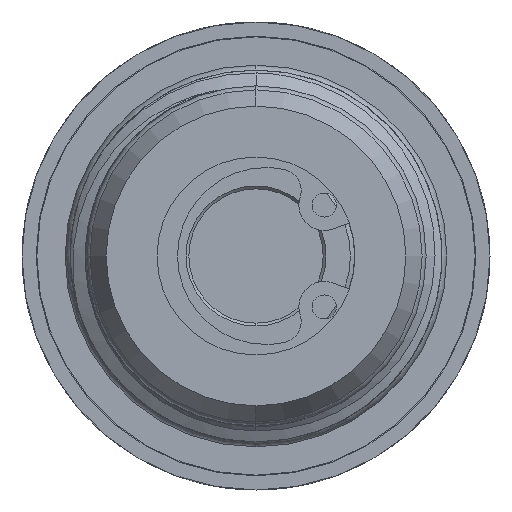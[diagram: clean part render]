
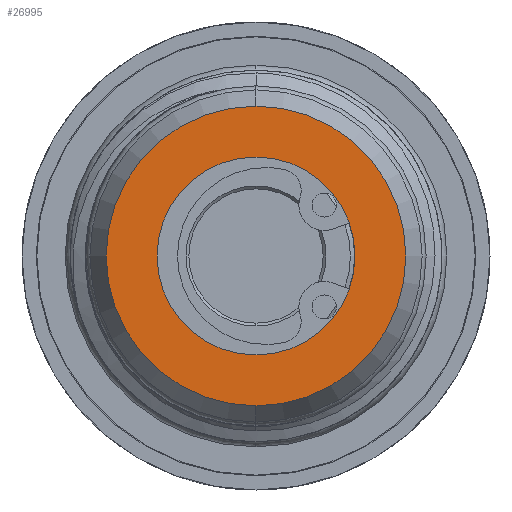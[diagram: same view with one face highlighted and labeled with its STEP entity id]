
A CAD part, left-side view. The second image highlights one B-rep face of the part: STEP entity #26995.
In plain terms, the highlighted planar face has unit normal (-1, 0, 0).
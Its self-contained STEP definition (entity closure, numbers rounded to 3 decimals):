
#4177 = EDGE_LOOP ( 'NONE', ( #25727, #25718 ) ) ;
#4253 = EDGE_LOOP ( 'NONE', ( #26462, #26455 ) ) ;
#6159 = CIRCLE ( 'NONE', #28915, 7. ) ;
#7106 = DIRECTION ( 'NONE',  ( 0., 0., -1. ) ) ;
#7107 = DIRECTION ( 'NONE',  ( 1., 0., 0. ) ) ;
#7109 = PLANE ( 'NONE',  #9362 ) ;
#7117 = CARTESIAN_POINT ( 'NONE',  ( -20.5, 0., 0. ) ) ;
#7483 = CIRCLE ( 'NONE', #29115, 10.595 ) ;
#7485 = CIRCLE ( 'NONE', #29116, 7. ) ;
#9362 = AXIS2_PLACEMENT_3D ( 'NONE', #7117, #7107, #7106 ) ;
#17881 = CARTESIAN_POINT ( 'NONE',  ( -20.5, 0., -10.595 ) ) ;
#17905 = CARTESIAN_POINT ( 'NONE',  ( -20.5, 0., 10.595 ) ) ;
#18087 = CARTESIAN_POINT ( 'NONE',  ( -20.5, 0., 7. ) ) ;
#18183 = CARTESIAN_POINT ( 'NONE',  ( -20.5, 0., -7. ) ) ;
#21998 = CARTESIAN_POINT ( 'NONE',  ( -20.5, 0., 0. ) ) ;
#22180 = DIRECTION ( 'NONE',  ( -1., 0., 0. ) ) ;
#22201 = DIRECTION ( 'NONE',  ( -1., 0., 0. ) ) ;
#22253 = DIRECTION ( 'NONE',  ( 0., 0., 1. ) ) ;
#22274 = CARTESIAN_POINT ( 'NONE',  ( -20.5, 0., 0. ) ) ;
#22330 = DIRECTION ( 'NONE',  ( 0., 0., 1. ) ) ;
#23167 = DIRECTION ( 'NONE',  ( 0., 0., 1. ) ) ;
#23168 = DIRECTION ( 'NONE',  ( -1., 0., 0. ) ) ;
#23169 = CARTESIAN_POINT ( 'NONE',  ( -20.5, 0., 0. ) ) ;
#23403 = FACE_OUTER_BOUND ( 'NONE', #4253, .T. ) ;
#23452 = FACE_BOUND ( 'NONE', #4177, .T. ) ;
#25504 = DIRECTION ( 'NONE',  ( 0., 0., 1. ) ) ;
#25505 = DIRECTION ( 'NONE',  ( -1., 0., 0. ) ) ;
#25506 = CARTESIAN_POINT ( 'NONE',  ( -20.5, 0., 0. ) ) ;
#25718 = ORIENTED_EDGE ( 'NONE', *, *, #34956, .F. ) ;
#25727 = ORIENTED_EDGE ( 'NONE', *, *, #43461, .F. ) ;
#26455 = ORIENTED_EDGE ( 'NONE', *, *, #34496, .T. ) ;
#26462 = ORIENTED_EDGE ( 'NONE', *, *, #43463, .T. ) ;
#26995 = ADVANCED_FACE ( 'NONE', ( #23403, #23452 ), #7109, .F. ) ;
#28254 = CIRCLE ( 'NONE', #29152, 10.595 ) ;
#28915 = AXIS2_PLACEMENT_3D ( 'NONE', #25506, #25505, #25504 ) ;
#29115 = AXIS2_PLACEMENT_3D ( 'NONE', #21998, #22201, #22330 ) ;
#29116 = AXIS2_PLACEMENT_3D ( 'NONE', #22274, #22180, #22253 ) ;
#29152 = AXIS2_PLACEMENT_3D ( 'NONE', #23169, #23168, #23167 ) ;
#34496 = EDGE_CURVE ( 'NONE', #37914, #37937, #28254, .T. ) ;
#34956 = EDGE_CURVE ( 'NONE', #37673, #37747, #6159, .T. ) ;
#37673 = VERTEX_POINT ( 'NONE', #18183 ) ;
#37747 = VERTEX_POINT ( 'NONE', #18087 ) ;
#37914 = VERTEX_POINT ( 'NONE', #17905 ) ;
#37937 = VERTEX_POINT ( 'NONE', #17881 ) ;
#43461 = EDGE_CURVE ( 'NONE', #37747, #37673, #7485, .T. ) ;
#43463 = EDGE_CURVE ( 'NONE', #37937, #37914, #7483, .T. ) ;
